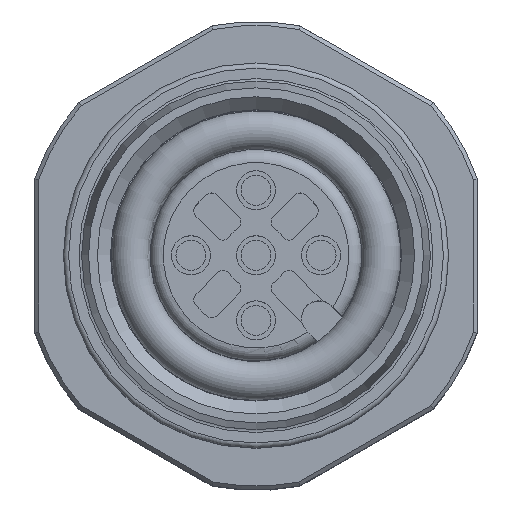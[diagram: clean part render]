
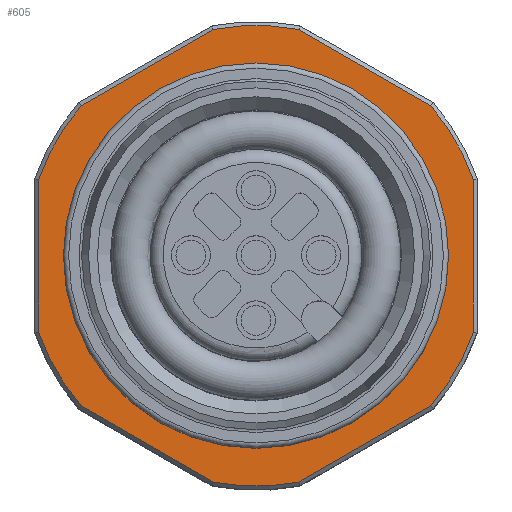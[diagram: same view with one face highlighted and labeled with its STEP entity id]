
A CAD part, top view. The second image highlights one B-rep face of the part: STEP entity #605.
In plain terms, the highlighted planar face has unit normal (0, 0, 1).
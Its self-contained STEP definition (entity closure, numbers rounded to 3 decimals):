
#107=LINE('',#4183,#251);
#108=LINE('',#4188,#252);
#109=LINE('',#4192,#253);
#110=LINE('',#4196,#254);
#111=LINE('',#4200,#255);
#112=LINE('',#4204,#256);
#251=VECTOR('',#3302,1.);
#252=VECTOR('',#3305,1.);
#253=VECTOR('',#3308,1.);
#254=VECTOR('',#3311,1.);
#255=VECTOR('',#3314,1.);
#256=VECTOR('',#3317,1.);
#502=PLANE('',#2851);
#605=ADVANCED_FACE('',(#873,#874),#502,.T.);
#873=FACE_BOUND('',#1043,.T.);
#874=FACE_BOUND('',#1044,.T.);
#1043=EDGE_LOOP('',(#1346,#1347,#1348,#1349,#1350,#1351,#1352,#1353,#1354,
#1355,#1356,#1357));
#1044=EDGE_LOOP('',(#1358));
#1346=ORIENTED_EDGE('',*,*,#2297,.T.);
#1347=ORIENTED_EDGE('',*,*,#2298,.T.);
#1348=ORIENTED_EDGE('',*,*,#2299,.T.);
#1349=ORIENTED_EDGE('',*,*,#2300,.T.);
#1350=ORIENTED_EDGE('',*,*,#2301,.T.);
#1351=ORIENTED_EDGE('',*,*,#2302,.T.);
#1352=ORIENTED_EDGE('',*,*,#2303,.T.);
#1353=ORIENTED_EDGE('',*,*,#2304,.T.);
#1354=ORIENTED_EDGE('',*,*,#2305,.T.);
#1355=ORIENTED_EDGE('',*,*,#2306,.T.);
#1356=ORIENTED_EDGE('',*,*,#2307,.T.);
#1357=ORIENTED_EDGE('',*,*,#2308,.T.);
#1358=ORIENTED_EDGE('',*,*,#2309,.T.);
#2044=VERTEX_POINT('',#4184);
#2045=VERTEX_POINT('',#4185);
#2046=VERTEX_POINT('',#4187);
#2047=VERTEX_POINT('',#4189);
#2048=VERTEX_POINT('',#4191);
#2049=VERTEX_POINT('',#4193);
#2050=VERTEX_POINT('',#4195);
#2051=VERTEX_POINT('',#4197);
#2052=VERTEX_POINT('',#4199);
#2053=VERTEX_POINT('',#4201);
#2054=VERTEX_POINT('',#4203);
#2055=VERTEX_POINT('',#4205);
#2056=VERTEX_POINT('',#4208);
#2297=EDGE_CURVE('',#2044,#2045,#107,.T.);
#2298=EDGE_CURVE('',#2045,#2046,#2634,.T.);
#2299=EDGE_CURVE('',#2046,#2047,#108,.T.);
#2300=EDGE_CURVE('',#2047,#2048,#2635,.T.);
#2301=EDGE_CURVE('',#2048,#2049,#109,.T.);
#2302=EDGE_CURVE('',#2049,#2050,#2636,.T.);
#2303=EDGE_CURVE('',#2050,#2051,#110,.T.);
#2304=EDGE_CURVE('',#2051,#2052,#2637,.T.);
#2305=EDGE_CURVE('',#2052,#2053,#111,.T.);
#2306=EDGE_CURVE('',#2053,#2054,#2638,.T.);
#2307=EDGE_CURVE('',#2054,#2055,#112,.T.);
#2308=EDGE_CURVE('',#2055,#2044,#2639,.T.);
#2309=EDGE_CURVE('',#2056,#2056,#2640,.T.);
#2634=CIRCLE('',#2844,8.85);
#2635=CIRCLE('',#2845,8.85);
#2636=CIRCLE('',#2846,8.85);
#2637=CIRCLE('',#2847,8.85);
#2638=CIRCLE('',#2848,8.85);
#2639=CIRCLE('',#2849,8.85);
#2640=CIRCLE('',#2850,7.4);
#2844=AXIS2_PLACEMENT_3D('',#4186,#3303,#3304);
#2845=AXIS2_PLACEMENT_3D('',#4190,#3306,#3307);
#2846=AXIS2_PLACEMENT_3D('',#4194,#3309,#3310);
#2847=AXIS2_PLACEMENT_3D('',#4198,#3312,#3313);
#2848=AXIS2_PLACEMENT_3D('',#4202,#3315,#3316);
#2849=AXIS2_PLACEMENT_3D('',#4206,#3318,#3319);
#2850=AXIS2_PLACEMENT_3D('',#4207,#3320,#3321);
#2851=AXIS2_PLACEMENT_3D('',#4209,#3322,#3323);
#3302=DIRECTION('',(0.866,0.5,0.));
#3303=DIRECTION('',(0.,0.,1.));
#3304=DIRECTION('',(0.5,-0.866,0.));
#3305=DIRECTION('',(0.,1.,0.));
#3306=DIRECTION('',(0.,0.,1.));
#3307=DIRECTION('',(0.5,-0.866,0.));
#3308=DIRECTION('',(-0.866,0.5,0.));
#3309=DIRECTION('',(0.,0.,1.));
#3310=DIRECTION('',(0.5,-0.866,0.));
#3311=DIRECTION('',(-0.866,-0.5,0.));
#3312=DIRECTION('',(0.,0.,1.));
#3313=DIRECTION('',(0.5,-0.866,0.));
#3314=DIRECTION('',(0.,-1.,0.));
#3315=DIRECTION('',(0.,0.,1.));
#3316=DIRECTION('',(0.5,-0.866,0.));
#3317=DIRECTION('',(0.866,-0.5,0.));
#3318=DIRECTION('',(0.,0.,1.));
#3319=DIRECTION('',(0.5,-0.866,0.));
#3320=DIRECTION('',(0.,0.,-1.));
#3321=DIRECTION('',(-0.5,0.866,0.));
#3322=DIRECTION('',(0.,0.,1.));
#3323=DIRECTION('',(0.5,-0.866,0.));
#4183=CARTESIAN_POINT('',(6.737,-5.752,-9.3));
#4184=CARTESIAN_POINT('',(1.635,-8.698,-9.3));
#4185=CARTESIAN_POINT('',(6.715,-5.765,-9.3));
#4186=CARTESIAN_POINT('',(0.,0.,-9.3));
#4187=CARTESIAN_POINT('',(8.35,-2.933,-9.3));
#4188=CARTESIAN_POINT('',(8.35,2.958,-9.3));
#4189=CARTESIAN_POINT('',(8.35,2.933,-9.3));
#4190=CARTESIAN_POINT('',(0.,0.,-9.3));
#4191=CARTESIAN_POINT('',(6.715,5.765,-9.3));
#4192=CARTESIAN_POINT('',(1.613,8.71,-9.3));
#4193=CARTESIAN_POINT('',(1.635,8.698,-9.3));
#4194=CARTESIAN_POINT('',(0.,0.,-9.3));
#4195=CARTESIAN_POINT('',(-1.635,8.698,-9.3));
#4196=CARTESIAN_POINT('',(-6.737,5.752,-9.3));
#4197=CARTESIAN_POINT('',(-6.715,5.765,-9.3));
#4198=CARTESIAN_POINT('',(0.,0.,-9.3));
#4199=CARTESIAN_POINT('',(-8.35,2.933,-9.3));
#4200=CARTESIAN_POINT('',(-8.35,-2.958,-9.3));
#4201=CARTESIAN_POINT('',(-8.35,-2.933,-9.3));
#4202=CARTESIAN_POINT('',(0.,0.,-9.3));
#4203=CARTESIAN_POINT('',(-6.715,-5.765,-9.3));
#4204=CARTESIAN_POINT('',(-1.613,-8.71,-9.3));
#4205=CARTESIAN_POINT('',(-1.635,-8.698,-9.3));
#4206=CARTESIAN_POINT('',(0.,0.,-9.3));
#4207=CARTESIAN_POINT('',(0.,0.,-9.3));
#4208=CARTESIAN_POINT('',(-3.7,6.409,-9.3));
#4209=CARTESIAN_POINT('',(7.794,4.5,-9.3));
